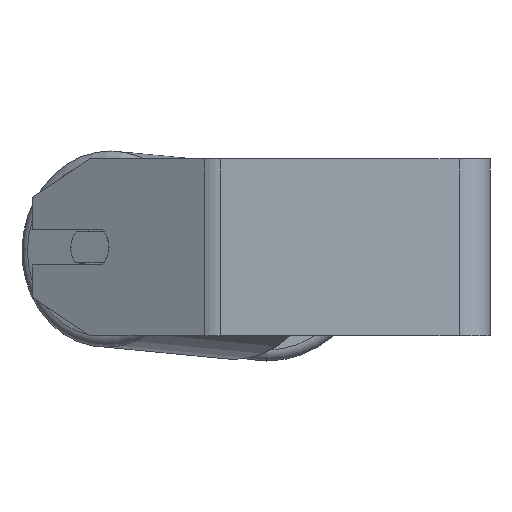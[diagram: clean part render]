
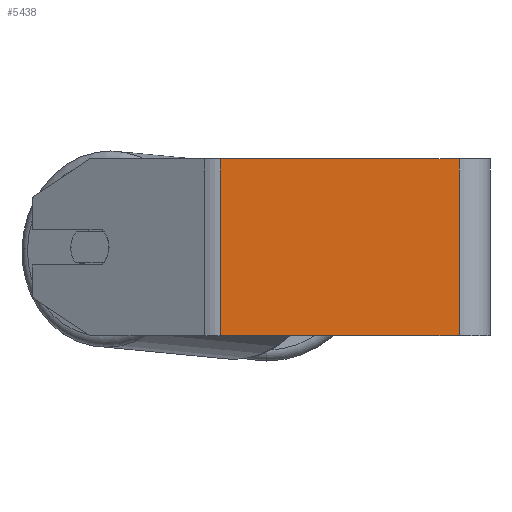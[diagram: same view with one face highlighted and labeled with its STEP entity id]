
A CAD part, left-side view. The second image highlights one B-rep face of the part: STEP entity #5438.
In plain terms, the highlighted planar face has unit normal (-1, 0, 0).
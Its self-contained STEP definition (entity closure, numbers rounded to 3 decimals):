
#207 = PLANE ( 'NONE',  #5594 ) ;
#274 = VERTEX_POINT ( 'NONE', #3031 ) ;
#628 = CARTESIAN_POINT ( 'NONE',  ( -250., 122.202, -40. ) ) ;
#765 = CARTESIAN_POINT ( 'NONE',  ( -250., 122.202, 40. ) ) ;
#805 = DIRECTION ( 'NONE',  ( 1., 0., 0. ) ) ;
#1450 = EDGE_CURVE ( 'NONE', #274, #3944, #5181, .T. ) ;
#1502 = CARTESIAN_POINT ( 'NONE',  ( -250., 14., 40. ) ) ;
#1533 = VERTEX_POINT ( 'NONE', #628 ) ;
#1744 = CARTESIAN_POINT ( 'NONE',  ( -250., 125.953, 40. ) ) ;
#2074 = FACE_OUTER_BOUND ( 'NONE', #4166, .T. ) ;
#2675 = CARTESIAN_POINT ( 'NONE',  ( -250., 125.953, -40. ) ) ;
#2786 = ORIENTED_EDGE ( 'NONE', *, *, #6545, .T. ) ;
#2808 = EDGE_CURVE ( 'NONE', #4267, #274, #7481, .T. ) ;
#3013 = DIRECTION ( 'NONE',  ( 0., -1., 0. ) ) ;
#3031 = CARTESIAN_POINT ( 'NONE',  ( -250., 14., 40. ) ) ;
#3088 = EDGE_CURVE ( 'NONE', #1533, #3944, #6721, .T. ) ;
#3333 = VECTOR ( 'NONE', #3013, 1000. ) ;
#3364 = CARTESIAN_POINT ( 'NONE',  ( -250., 125.953, 40. ) ) ;
#3410 = CARTESIAN_POINT ( 'NONE',  ( -250., 14., -40. ) ) ;
#3840 = VECTOR ( 'NONE', #6071, 1000. ) ;
#3944 = VERTEX_POINT ( 'NONE', #3410 ) ;
#4166 = EDGE_LOOP ( 'NONE', ( #4485, #5569, #7049, #2786 ) ) ;
#4267 = VERTEX_POINT ( 'NONE', #765 ) ;
#4485 = ORIENTED_EDGE ( 'NONE', *, *, #3088, .T. ) ;
#4954 = VECTOR ( 'NONE', #5277, 1000. ) ;
#5146 = LINE ( 'NONE', #7068, #4954 ) ;
#5181 = LINE ( 'NONE', #1502, #3840 ) ;
#5277 = DIRECTION ( 'NONE',  ( 0., 0., -1. ) ) ;
#5438 = ADVANCED_FACE ( 'NONE', ( #2074 ), #207, .F. ) ;
#5569 = ORIENTED_EDGE ( 'NONE', *, *, #1450, .F. ) ;
#5594 = AXIS2_PLACEMENT_3D ( 'NONE', #3364, #805, #6685 ) ;
#6048 = VECTOR ( 'NONE', #7348, 1000. ) ;
#6071 = DIRECTION ( 'NONE',  ( 0., 0., -1. ) ) ;
#6545 = EDGE_CURVE ( 'NONE', #4267, #1533, #5146, .T. ) ;
#6685 = DIRECTION ( 'NONE',  ( 0., 0., -1. ) ) ;
#6721 = LINE ( 'NONE', #2675, #6048 ) ;
#7049 = ORIENTED_EDGE ( 'NONE', *, *, #2808, .F. ) ;
#7068 = CARTESIAN_POINT ( 'NONE',  ( -250., 122.202, 40. ) ) ;
#7348 = DIRECTION ( 'NONE',  ( 0., -1., 0. ) ) ;
#7481 = LINE ( 'NONE', #1744, #3333 ) ;
